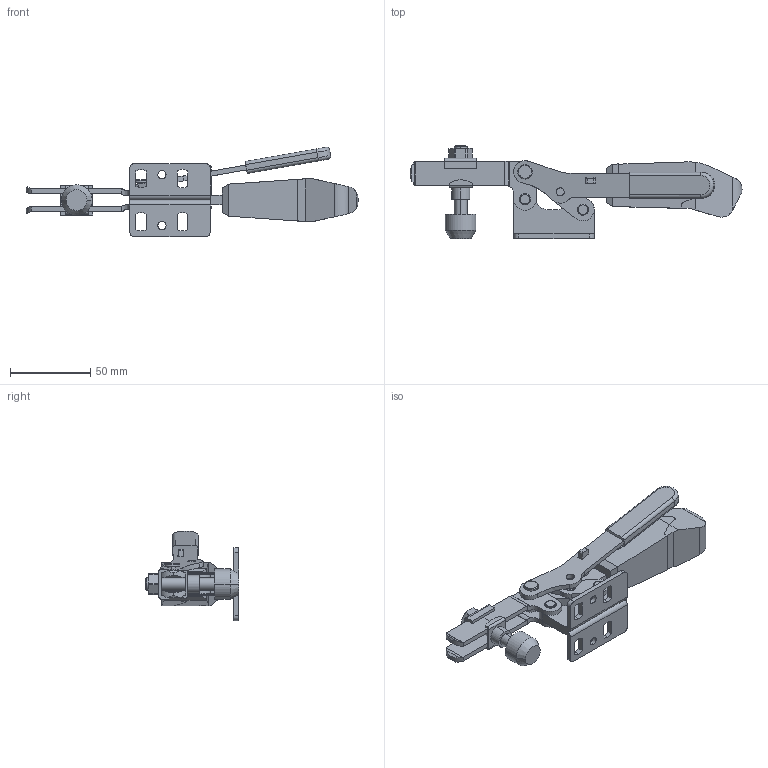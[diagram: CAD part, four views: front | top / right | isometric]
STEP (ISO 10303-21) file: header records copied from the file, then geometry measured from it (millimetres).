
FILE_DESCRIPTION (( 'STEP AP214' ), '1' );
FILE_NAME ('EH 23330.1604.STEP', '2019-10-25T05:43:31', ( '' ), ( '' ), 'SwSTEP 2.0', 'SolidWorks 2019', '' );
FILE_SCHEMA (( 'AUTOMOTIVE_DESIGN' ));
Length unit declared in the file: millimetre
Products named in the file (9): _93039-1.stp; _92650-2.stp; _491787.stp; EH 23330.1604; _92650-6_0.stp; _92650-3_0.stp; _557233.stp; _146241.stp; _30MS-M8-3.stp
Assembly tree (8 placements, depth 2):
  EH 23330.1604
    _93039-1.stp
    _92650-2.stp
    _92650-3_0.stp
    _557233.stp
    _491787.stp
    _30MS-M8-3.stp
    _146241.stp
    _92650-6_0.stp
Bounding box: 206.35 x 58 x 55.65 mm (x, y, z)
Volume: 97108 mm3; surface area: 40540 mm2
Topology: 8 solids, 9 shells, 408 faces, 1068 edges, 698 vertices
Faces by surface type: plane 199, cylinder 175, torus 18, cone 16
Entity records: 13606 total; most frequent: CARTESIAN_POINT 2708, ORIENTED_EDGE 2136, DIRECTION 2132, EDGE_CURVE 1068, AXIS2_PLACEMENT_3D 751, VERTEX_POINT 698, LINE 630, VECTOR 630
